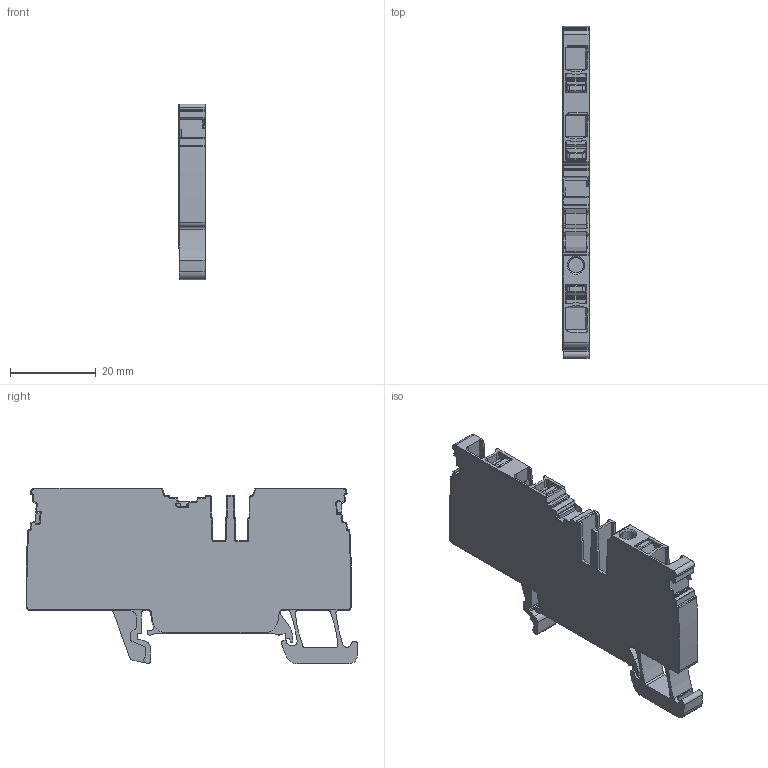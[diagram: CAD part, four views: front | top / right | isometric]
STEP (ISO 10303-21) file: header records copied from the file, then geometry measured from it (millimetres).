
FILE_DESCRIPTION(('CATIA V5 STEP Exchange','CAx-IF Rec.Pracs.--- Model Styling and Organization---1.5--- 2016-08-15','CAx-IF Rec.Pracs.---Supplemental Geometry---1.0---2011-11-01','CAx-IF Rec.Pracs.--- Composite Materials ---1.1---2010-07-15'),'2;1');
FILE_NAME ('2100978-1_2', '2025-06-12T06:17:52+00:00', ('none'), ('Weidmueller'), 'CATIA Version 5-6 Release 2022 SP4 HF5', 'CATIA V5 STEP AP214 v3', 'none');
FILE_SCHEMA(('AUTOMOTIVE_DESIGN { 1 0 10303 214 1 1 1 1 }'));
Length unit declared in the file: millimetre
Products named in the file (1): 3109550000
Bounding box: 6.1 x 77.54 x 41.1 mm (x, y, z)
Volume: 12774.7 mm3; surface area: 8080.7 mm2
Topology: 1 solids, 3 shells, 780 faces, 2189 edges, 1420 vertices
Faces by surface type: cylinder 383, plane 340, bspline 32, torus 21, cone 2, sphere 2
Entity records: 25702 total; most frequent: CARTESIAN_POINT 6311, ORIENTED_EDGE 4374, DIRECTION 3319, EDGE_CURVE 2187, VERTEX_POINT 1420, AXIS2_PLACEMENT_3D 1344, VECTOR 1306, LINE 1306
